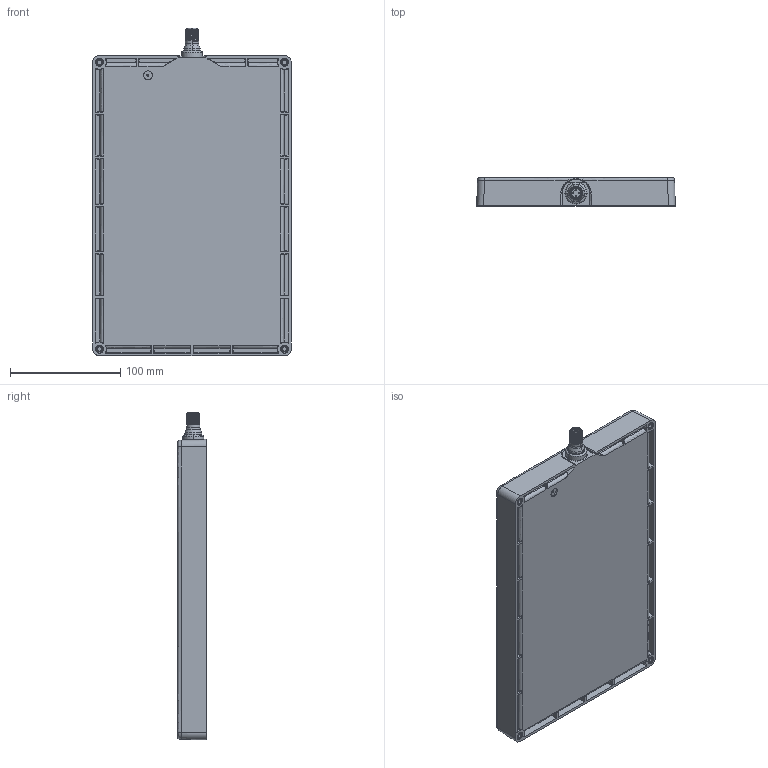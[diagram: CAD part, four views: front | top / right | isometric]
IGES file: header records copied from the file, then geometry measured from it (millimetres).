
Start section:  PTC IGES file: 155586.igs
Global section: file name: 155586.igs; native system: Pro/ENGINEER by Parametric Technology Corporation; preprocessor: 2009141; author: banengservice; organization: Unknown; date: 20110113.131428; units: inch
Bounding box: 180.1 x 25.78 x 297.54 mm (x, y, z)
Volume: 379706.7 mm3; surface area: 275492.3 mm2
Topology: 2 solids, 3 shells, 1104 faces, 2579 edges, 1583 vertices
Faces by surface type: revolution 620, bspline 484
